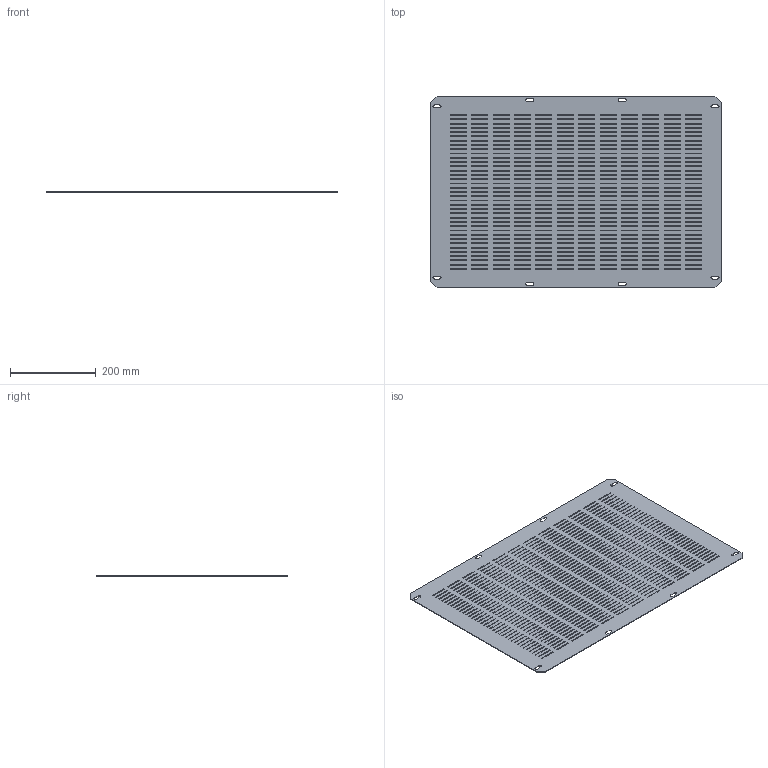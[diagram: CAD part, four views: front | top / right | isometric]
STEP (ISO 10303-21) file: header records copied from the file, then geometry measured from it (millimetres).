
FILE_DESCRIPTION (( 'STEP AP214' ), '1' );
FILE_NAME ('FO-00-FBV-060-080 FORMAT Ôëàíåö îñíîâàíèÿ âåíòèëèðóåìûé â øêàô 600õ800 IEK.STEP', '2024-06-24T11:58:08', ( '' ), ( '' ), 'SwSTEP 2.0', 'SolidWorks 2022', '' );
FILE_SCHEMA (( 'AUTOMOTIVE_DESIGN' ));
Length unit declared in the file: millimetre
Products named in the file (1): FO-00-FBV-060-080 FORMAT Фланец основания вентилируемый в шкаф 600х800 IEK
Bounding box: 680 x 448 x 1.5 mm (x, y, z)
Volume: 404865.2 mm3; surface area: 596317.4 mm2
Topology: 1 solids, 1 shells, 1826 faces, 5472 edges, 3648 vertices
Faces by surface type: plane 1802, cylinder 24
Entity records: 62106 total; most frequent: CARTESIAN_POINT 10947, ORIENTED_EDGE 10944, DIRECTION 9174, EDGE_CURVE 5472, VECTOR 5424, LINE 5424, VERTEX_POINT 3648, EDGE_LOOP 2730
